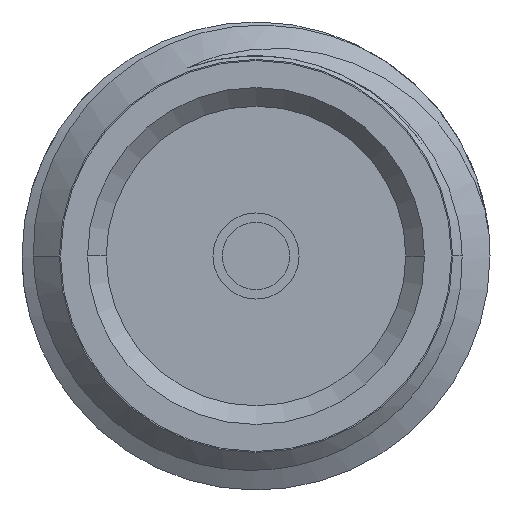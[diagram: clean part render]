
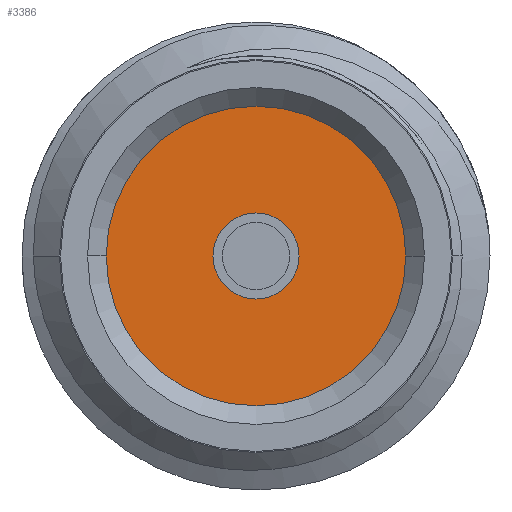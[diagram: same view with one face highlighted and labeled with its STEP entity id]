
A CAD part, left-side view. The second image highlights one B-rep face of the part: STEP entity #3386.
In plain terms, the highlighted planar face has unit normal (-1, 0, 0).
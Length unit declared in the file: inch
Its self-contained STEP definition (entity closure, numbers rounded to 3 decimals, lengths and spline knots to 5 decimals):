
#45 = CARTESIAN_POINT ( 'NONE',  ( 0.08, 0., 0. ) ) ;
#198 = EDGE_LOOP ( 'NONE', ( #7201, #5038 ) ) ;
#716 = DIRECTION ( 'NONE',  ( -1., 0., 0. ) ) ;
#954 = DIRECTION ( 'NONE',  ( 0., -1., 0. ) ) ;
#1227 = CARTESIAN_POINT ( 'NONE',  ( 0.08, -0.08, 0. ) ) ;
#1368 = EDGE_CURVE ( 'NONE', #8975, #7972, #1471, .T. ) ;
#1471 = CIRCLE ( 'NONE', #8885, 0.08 ) ;
#1579 = PLANE ( 'NONE',  #5586 ) ;
#2300 = CARTESIAN_POINT ( 'NONE',  ( 0.08, 0.023, 0. ) ) ;
#2367 = FACE_BOUND ( 'NONE', #7511, .T. ) ;
#3200 = CARTESIAN_POINT ( 'NONE',  ( 0.08, 0., 0. ) ) ;
#3221 = DIRECTION ( 'NONE',  ( 0., -1., 0. ) ) ;
#3258 = EDGE_CURVE ( 'NONE', #5972, #8818, #5864, .T. ) ;
#3386 = ADVANCED_FACE ( 'NONE', ( #2367, #3853 ), #1579, .T. ) ;
#3445 = DIRECTION ( 'NONE',  ( -1., 0., 0. ) ) ;
#3853 = FACE_OUTER_BOUND ( 'NONE', #198, .T. ) ;
#4174 = DIRECTION ( 'NONE',  ( 0., -1., 0. ) ) ;
#4250 = CARTESIAN_POINT ( 'NONE',  ( 0.08, -0.023, 0. ) ) ;
#4449 = CIRCLE ( 'NONE', #6475, 0.023 ) ;
#5038 = ORIENTED_EDGE ( 'NONE', *, *, #1368, .T. ) ;
#5451 = DIRECTION ( 'NONE',  ( -1., 0., 0. ) ) ;
#5586 = AXIS2_PLACEMENT_3D ( 'NONE', #3200, #7444, #8250 ) ;
#5711 = AXIS2_PLACEMENT_3D ( 'NONE', #45, #716, #7872 ) ;
#5726 = ORIENTED_EDGE ( 'NONE', *, *, #7505, .F. ) ;
#5850 = CARTESIAN_POINT ( 'NONE',  ( 0.08, 0.08, 0. ) ) ;
#5864 = CIRCLE ( 'NONE', #5711, 0.023 ) ;
#5954 = CARTESIAN_POINT ( 'NONE',  ( 0.08, 0., 0. ) ) ;
#5972 = VERTEX_POINT ( 'NONE', #2300 ) ;
#6145 = CARTESIAN_POINT ( 'NONE',  ( 0.08, 0., 0. ) ) ;
#6475 = AXIS2_PLACEMENT_3D ( 'NONE', #5954, #5451, #954 ) ;
#6947 = CARTESIAN_POINT ( 'NONE',  ( 0.08, 0., 0. ) ) ;
#7201 = ORIENTED_EDGE ( 'NONE', *, *, #7993, .T. ) ;
#7444 = DIRECTION ( 'NONE',  ( -1., 0., 0. ) ) ;
#7505 = EDGE_CURVE ( 'NONE', #8818, #5972, #4449, .T. ) ;
#7511 = EDGE_LOOP ( 'NONE', ( #5726, #7906 ) ) ;
#7514 = AXIS2_PLACEMENT_3D ( 'NONE', #6145, #8234, #3221 ) ;
#7872 = DIRECTION ( 'NONE',  ( 0., -1., 0. ) ) ;
#7906 = ORIENTED_EDGE ( 'NONE', *, *, #3258, .F. ) ;
#7972 = VERTEX_POINT ( 'NONE', #1227 ) ;
#7993 = EDGE_CURVE ( 'NONE', #7972, #8975, #8327, .T. ) ;
#8234 = DIRECTION ( 'NONE',  ( -1., 0., 0. ) ) ;
#8250 = DIRECTION ( 'NONE',  ( 0., -1., 0. ) ) ;
#8327 = CIRCLE ( 'NONE', #7514, 0.08 ) ;
#8818 = VERTEX_POINT ( 'NONE', #4250 ) ;
#8885 = AXIS2_PLACEMENT_3D ( 'NONE', #6947, #3445, #4174 ) ;
#8975 = VERTEX_POINT ( 'NONE', #5850 ) ;
